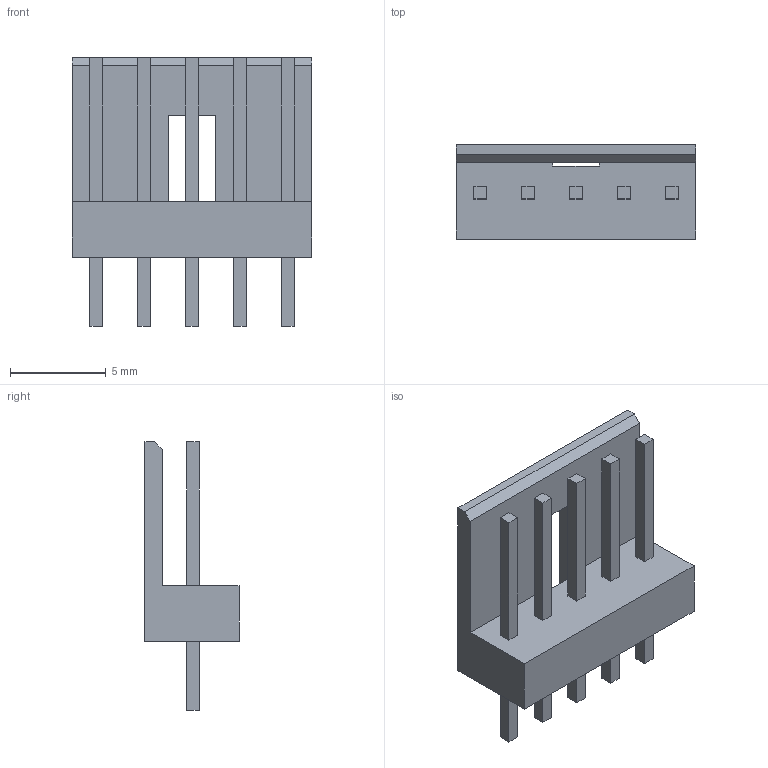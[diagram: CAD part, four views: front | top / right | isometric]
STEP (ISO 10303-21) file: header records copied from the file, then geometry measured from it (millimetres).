
FILE_DESCRIPTION((''),'2;1');
FILE_NAME('C-171825-5','2018-03-23T',('workeradm'),('TE Connectivity Ltd.'),'CREO PARAMETRIC BY PTC INC, 2016050','CREO PARAMETRIC BY PTC INC, 2016050','');
FILE_SCHEMA(('AUTOMOTIVE_DESIGN { 1 0 10303 214 1 1 1 1 }'));
Length unit declared in the file: millimetre
Products named in the file (1): C-171825-5
Bounding box: 12.5 x 4.9 x 14 mm (x, y, z)
Volume: 266.4 mm3; surface area: 555.3 mm2
Topology: 1 solids, 1 shells, 63 faces, 159 edges, 106 vertices
Faces by surface type: plane 63
Entity records: 2033 total; most frequent: CARTESIAN_POINT 330, ORIENTED_EDGE 318, DIRECTION 285, VECTOR 159, LINE 159, EDGE_CURVE 159, COLOUR_RGB 126, VERTEX_POINT 106
